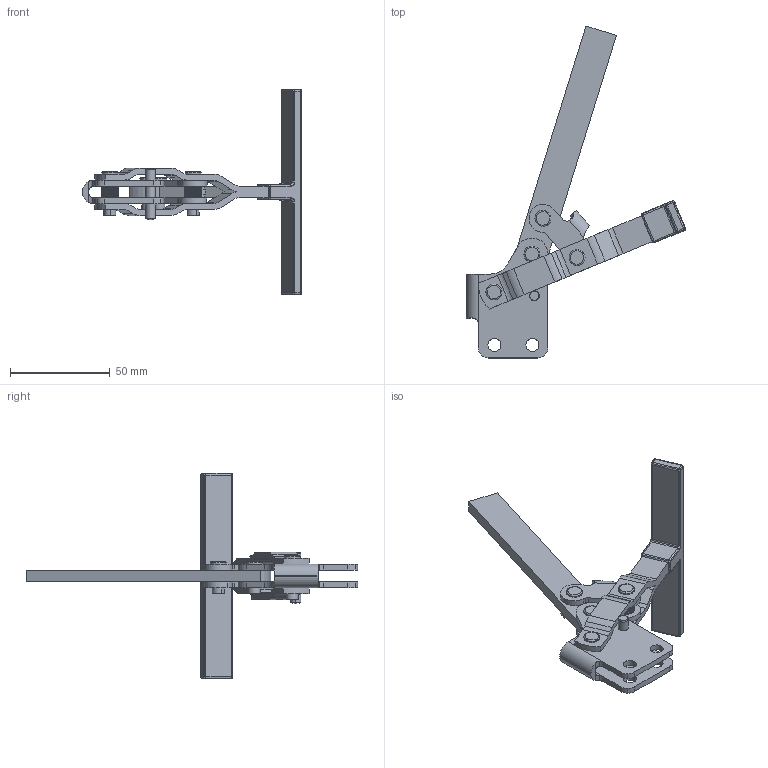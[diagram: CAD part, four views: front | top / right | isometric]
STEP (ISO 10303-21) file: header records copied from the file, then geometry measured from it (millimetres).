
FILE_DESCRIPTION((''),'2;1');
FILE_NAME('213TF.1-opened.stp','2005-09-27T20:05:19',('Kysilko'),(''),'Autodesk Inventor 8','Autodesk Inventor 8','');
FILE_SCHEMA(('AUTOMOTIVE_DESIGN { 1 0 10303 214 1 1 1 1 }'));
Length unit declared in the file: millimetre
Products named in the file (1): Part4
Bounding box: 109.61 x 166.12 x 103 mm (x, y, z)
Volume: 44894.7 mm3; surface area: 29052.7 mm2
Topology: 1 solids, 7 shells, 1020 faces, 3286 edges, 1991 vertices
Faces by surface type: plane 427, cone 261, cylinder 236, bspline 70, sphere 14, torus 12
Entity records: 37806 total; most frequent: CARTESIAN_POINT 9375, ORIENTED_EDGE 6532, DIRECTION 5895, EDGE_CURVE 3266, AXIS2_PLACEMENT_3D 2199, VERTEX_POINT 1991, VECTOR 1497, LINE 1497
